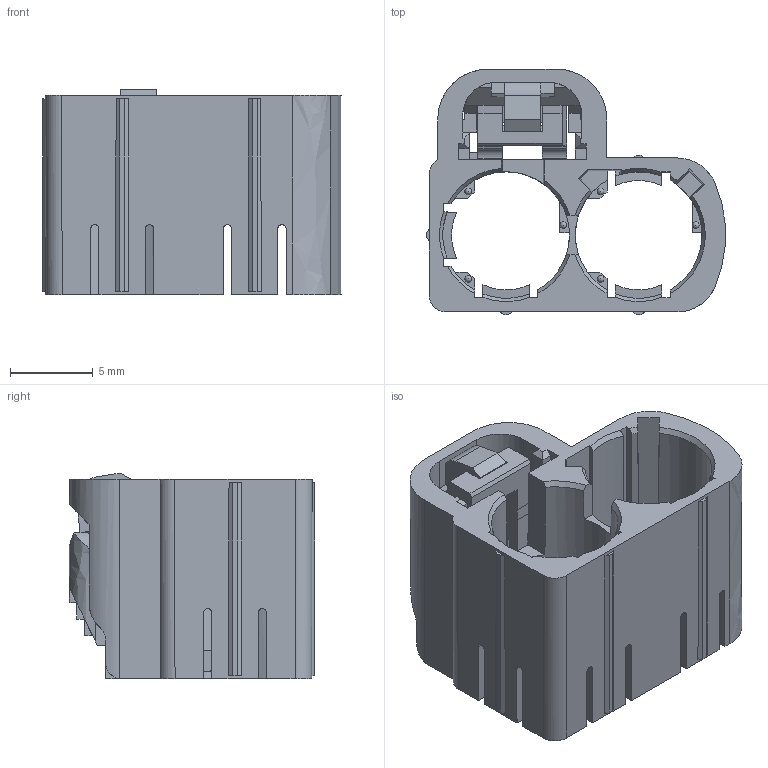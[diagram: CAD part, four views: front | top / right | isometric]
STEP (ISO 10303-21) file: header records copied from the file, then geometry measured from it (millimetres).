
FILE_DESCRIPTION(/* description */ (''),/* implementation_level */ '2;1');
FILE_NAME(/* name */ '35582802-ENV10_01-CONN.stp',/* time_stamp */ '2022-09-21T14:19:49+08:00',/* author */ (''),/* organization */ (''),/* preprocessor_version */ 'ST-DEVELOPER v16',/* originating_system */ 'SIEMENS PLM Software NX 11.0',/* authorisation */ '');
FILE_SCHEMA (('AP203_CONFIGURATION_CONTROLLED_3D_DESIGN_OF_MECHANICAL_PARTS_AND_ASSEMBLIES_MIM_LF { 1 0 10303 403 2 1 2}'));
Length unit declared in the file: millimetre
Products named in the file (1): qzmh33E040EDj9r6
Bounding box: 18.03 x 14.8 x 12.43 mm (x, y, z)
Volume: 1095 mm3; surface area: 2069.1 mm2
Topology: 1 solids, 1 shells, 311 faces, 941 edges, 624 vertices
Faces by surface type: plane 221, cylinder 52, cone 26, bspline 6, sphere 6
Entity records: 11303 total; most frequent: CARTESIAN_POINT 2845, ORIENTED_EDGE 1854, DIRECTION 1621, EDGE_CURVE 927, LINE 657, VECTOR 657, VERTEX_POINT 616, AXIS2_PLACEMENT_3D 482
